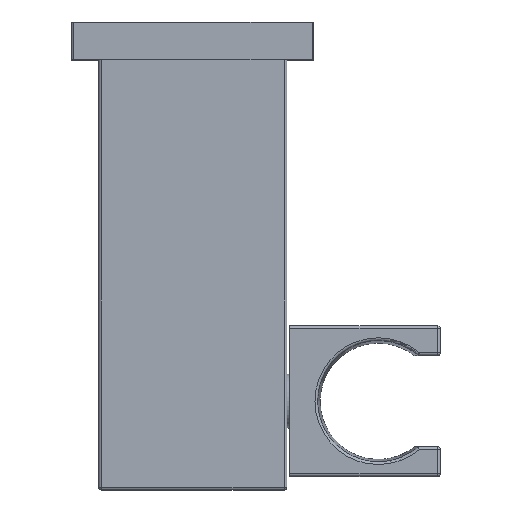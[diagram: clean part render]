
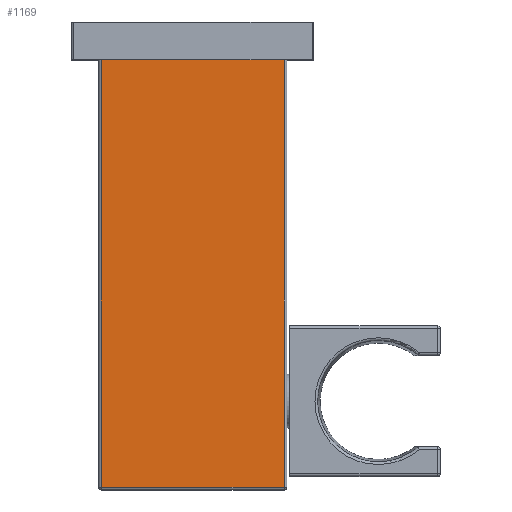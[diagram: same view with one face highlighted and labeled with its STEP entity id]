
A CAD part, top view. The second image highlights one B-rep face of the part: STEP entity #1169.
In plain terms, the highlighted face is planar.
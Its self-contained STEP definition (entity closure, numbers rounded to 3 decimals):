
#239=FACE_OUTER_BOUND('',#317,.T.);
#317=EDGE_LOOP('',(#838,#839,#840,#841));
#402=LINE('',#2027,#482);
#407=LINE('',#2044,#487);
#408=LINE('',#2047,#488);
#409=LINE('',#2048,#489);
#482=VECTOR('',#1582,34.);
#487=VECTOR('',#1601,79.5);
#488=VECTOR('',#1604,79.5);
#489=VECTOR('',#1605,34.);
#563=VERTEX_POINT('',#2024);
#564=VERTEX_POINT('',#2026);
#569=VERTEX_POINT('',#2042);
#570=VERTEX_POINT('',#2046);
#661=EDGE_CURVE('',#564,#563,#402,.T.);
#670=EDGE_CURVE('',#563,#569,#407,.T.);
#671=EDGE_CURVE('',#570,#564,#408,.T.);
#672=EDGE_CURVE('',#569,#570,#409,.T.);
#838=ORIENTED_EDGE('',*,*,#671,.T.);
#839=ORIENTED_EDGE('',*,*,#661,.T.);
#840=ORIENTED_EDGE('',*,*,#670,.T.);
#841=ORIENTED_EDGE('',*,*,#672,.T.);
#1137=PLANE('',#1395);
#1169=ADVANCED_FACE('',(#239),#1137,.T.);
#1395=AXIS2_PLACEMENT_3D('',#2045,#1602,#1603);
#1582=DIRECTION('',(0.,0.,-1.));
#1601=DIRECTION('',(0.,1.,0.));
#1602=DIRECTION('center_axis',(1.,0.,0.));
#1603=DIRECTION('ref_axis',(0.,1.,0.));
#1604=DIRECTION('',(0.,-1.,0.));
#1605=DIRECTION('',(0.,0.,1.));
#2024=CARTESIAN_POINT('',(49.,-41.5,-17.));
#2026=CARTESIAN_POINT('',(49.,-41.5,17.));
#2027=CARTESIAN_POINT('',(49.,-41.5,17.));
#2042=CARTESIAN_POINT('',(49.,38.,-17.));
#2044=CARTESIAN_POINT('',(49.,-41.5,-17.));
#2045=CARTESIAN_POINT('Origin',(49.,-41.5,0.));
#2046=CARTESIAN_POINT('',(49.,38.,17.));
#2047=CARTESIAN_POINT('',(49.,38.,17.));
#2048=CARTESIAN_POINT('',(49.,38.,-17.));
